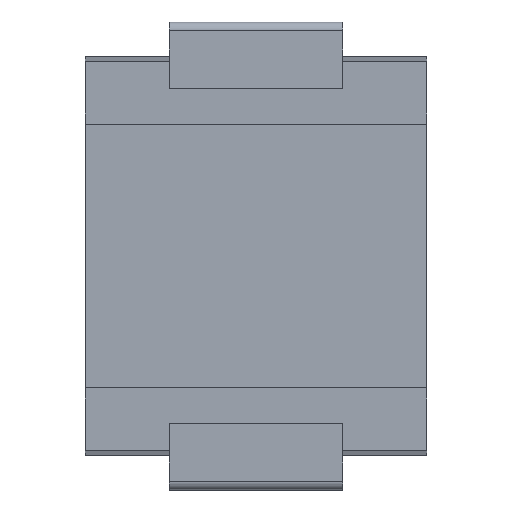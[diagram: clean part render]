
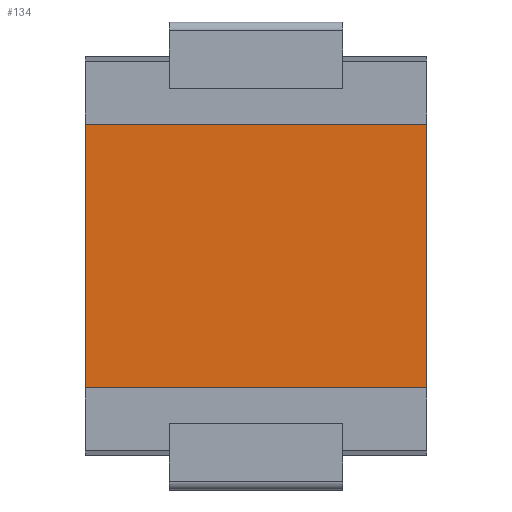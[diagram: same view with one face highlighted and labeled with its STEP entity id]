
A CAD part, front view. The second image highlights one B-rep face of the part: STEP entity #134.
In plain terms, the highlighted planar face has unit normal (0, -1, 0).
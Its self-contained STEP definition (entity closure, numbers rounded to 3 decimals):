
#134=ADVANCED_FACE('',(#269),#270,.T.);
#269=FACE_OUTER_BOUND('',#402,.T.);
#270=PLANE('',#403);
#402=EDGE_LOOP('',(#735,#736,#737,#738));
#403=AXIS2_PLACEMENT_3D('',#739,#740,#741);
#735=ORIENTED_EDGE('',*,*,#949,.T.);
#736=ORIENTED_EDGE('',*,*,#950,.F.);
#737=ORIENTED_EDGE('',*,*,#951,.T.);
#738=ORIENTED_EDGE('',*,*,#946,.T.);
#739=CARTESIAN_POINT('',(-2.95,0.184,0.));
#740=DIRECTION('',(0.0,-1.0,0.0));
#741=DIRECTION('',(0.,0.0,-1.0));
#946=EDGE_CURVE('',#1163,#1161,#1164,.T.);
#949=EDGE_CURVE('',#1161,#1167,#1168,.T.);
#950=EDGE_CURVE('',#1169,#1167,#1170,.T.);
#951=EDGE_CURVE('',#1169,#1163,#1171,.T.);
#1161=VERTEX_POINT('',#1464);
#1163=VERTEX_POINT('',#1467);
#1164=LINE('',#1468,#1469);
#1167=VERTEX_POINT('',#1473);
#1168=LINE('',#1474,#1475);
#1169=VERTEX_POINT('',#1476);
#1170=LINE('',#1477,#1478);
#1171=LINE('',#1479,#1480);
#1464=CARTESIAN_POINT('',(2.95,0.184,-2.275));
#1467=CARTESIAN_POINT('',(-2.95,0.184,-2.275));
#1468=CARTESIAN_POINT('',(-2.95,0.184,-2.275));
#1469=VECTOR('',#1646,1.0);
#1473=CARTESIAN_POINT('',(2.95,0.184,2.275));
#1474=CARTESIAN_POINT('',(2.95,0.184,2.275));
#1475=VECTOR('',#1648,1.0);
#1476=CARTESIAN_POINT('',(-2.95,0.184,2.275));
#1477=CARTESIAN_POINT('',(-2.95,0.184,2.275));
#1478=VECTOR('',#1649,1.0);
#1479=CARTESIAN_POINT('',(-2.95,0.184,2.275));
#1480=VECTOR('',#1650,1.0);
#1646=DIRECTION('',(1.0,0.0,0.));
#1648=DIRECTION('',(0.,-0.0,1.0));
#1649=DIRECTION('',(1.0,0.0,0.));
#1650=DIRECTION('',(0.,0.0,-1.0));
